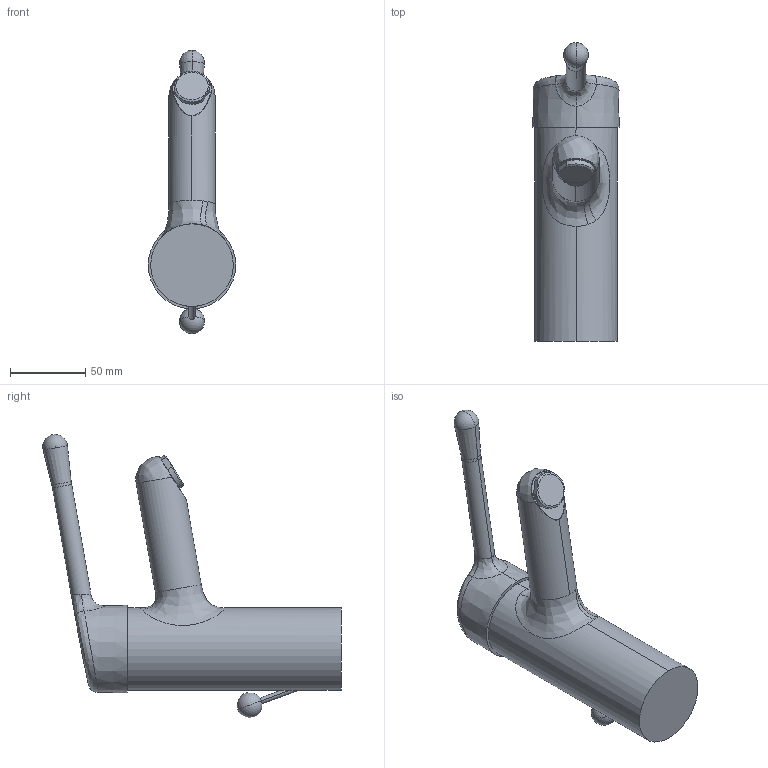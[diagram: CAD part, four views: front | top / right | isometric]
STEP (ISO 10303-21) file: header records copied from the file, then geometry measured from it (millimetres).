
FILE_DESCRIPTION (( 'STEP AP203' ), '1' );
FILE_NAME ('01612106.STEP', '2018-03-02T12:00:23', ( '' ), ( '' ), 'SwSTEP 2.0', 'SolidWorks 2016', '' );
FILE_SCHEMA (( 'CONFIG_CONTROL_DESIGN' ));
Length unit declared in the file: millimetre
Products named in the file (1): 01612106
Bounding box: 58.2 x 198.81 x 188.59 mm (x, y, z)
Volume: 513102.8 mm3; surface area: 50926.7 mm2
Topology: 1 solids, 1 shells, 56 faces, 144 edges, 86 vertices
Faces by surface type: bspline 25, cylinder 12, cone 8, plane 7, sphere 4
Entity records: 7294 total; most frequent: CARTESIAN_POINT 6124, ORIENTED_EDGE 262, DIRECTION 166, EDGE_CURVE 131, VERTEX_POINT 80, AXIS2_PLACEMENT_3D 69, B_SPLINE_CURVE_WITH_KNOTS 64, EDGE_LOOP 59
